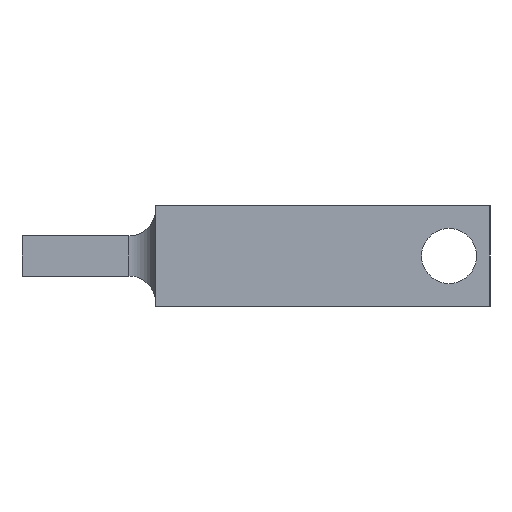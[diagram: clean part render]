
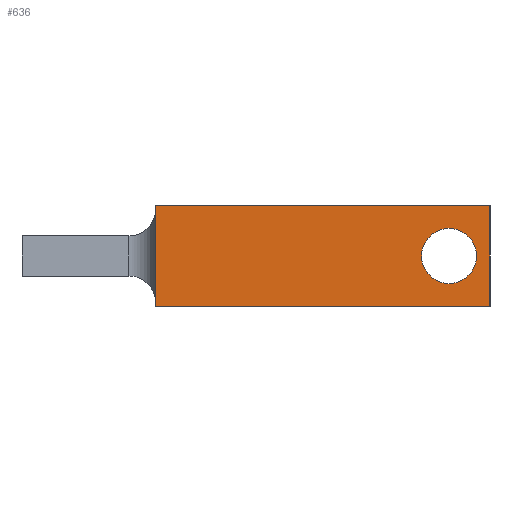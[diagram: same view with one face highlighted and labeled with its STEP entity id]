
A CAD part, left-side view. The second image highlights one B-rep face of the part: STEP entity #636.
In plain terms, the highlighted planar face has unit normal (-1, 0, 0).
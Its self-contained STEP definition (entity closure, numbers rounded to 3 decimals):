
#27=FACE_BOUND('',#135,.T.);
#39=CIRCLE('',#698,4.125);
#61=PLANE('',#699);
#89=FACE_OUTER_BOUND('',#134,.T.);
#134=EDGE_LOOP('',(#571,#572,#573,#574));
#135=EDGE_LOOP('',(#575));
#157=LINE('',#913,#227);
#180=LINE('',#964,#250);
#188=LINE('',#981,#258);
#209=LINE('',#1035,#279);
#227=VECTOR('',#739,10.);
#250=VECTOR('',#778,10.);
#258=VECTOR('',#792,10.);
#279=VECTOR('',#851,10.);
#299=VERTEX_POINT('',#910);
#300=VERTEX_POINT('',#912);
#320=VERTEX_POINT('',#962);
#326=VERTEX_POINT('',#980);
#341=VERTEX_POINT('',#1037);
#358=EDGE_CURVE('',#300,#299,#157,.F.);
#384=EDGE_CURVE('',#299,#320,#180,.T.);
#393=EDGE_CURVE('',#326,#300,#188,.T.);
#420=EDGE_CURVE('',#320,#326,#209,.T.);
#421=EDGE_CURVE('',#341,#341,#39,.F.);
#571=ORIENTED_EDGE('',*,*,#384,.T.);
#572=ORIENTED_EDGE('',*,*,#420,.T.);
#573=ORIENTED_EDGE('',*,*,#393,.T.);
#574=ORIENTED_EDGE('',*,*,#358,.T.);
#575=ORIENTED_EDGE('',*,*,#421,.T.);
#636=ADVANCED_FACE('',(#89,#27),#61,.T.);
#698=AXIS2_PLACEMENT_3D('',#1038,#854,#855);
#699=AXIS2_PLACEMENT_3D('',#1040,#857,#858);
#739=DIRECTION('',(0.,0.,1.));
#778=DIRECTION('',(0.,-1.,0.));
#792=DIRECTION('',(0.,1.,0.));
#851=DIRECTION('',(0.,0.,1.));
#854=DIRECTION('center_axis',(-1.,0.,0.));
#855=DIRECTION('ref_axis',(0.,-1.,0.));
#857=DIRECTION('center_axis',(-1.,0.,0.));
#858=DIRECTION('ref_axis',(0.,0.,-1.));
#910=CARTESIAN_POINT('',(-95.5,5.,-4.5));
#912=CARTESIAN_POINT('',(-95.5,5.,10.5));
#913=CARTESIAN_POINT('',(-95.5,5.,6.75));
#962=CARTESIAN_POINT('',(-95.5,-45.,-4.5));
#964=CARTESIAN_POINT('',(-95.5,0.,-4.5));
#980=CARTESIAN_POINT('',(-95.5,-45.,10.5));
#981=CARTESIAN_POINT('',(-95.5,0.,10.5));
#1035=CARTESIAN_POINT('',(-95.5,-45.,6.75));
#1037=CARTESIAN_POINT('',(-95.5,-34.75,3.));
#1038=CARTESIAN_POINT('Origin',(-95.5,-38.875,3.));
#1040=CARTESIAN_POINT('Origin',(-95.5,0.,10.5));
